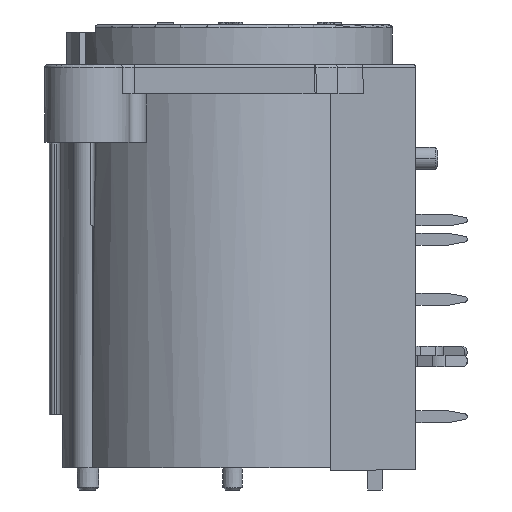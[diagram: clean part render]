
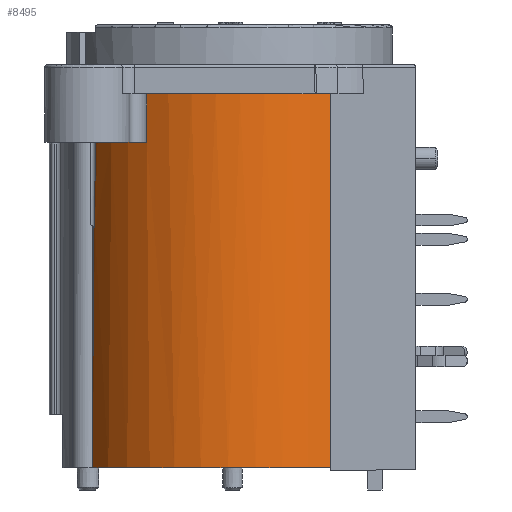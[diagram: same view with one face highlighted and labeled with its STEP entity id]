
A CAD part, left-side view. The second image highlights one B-rep face of the part: STEP entity #8495.
In plain terms, the highlighted cylindrical face has radius 10.9 mm (diameter 21.8 mm), a partial arc.
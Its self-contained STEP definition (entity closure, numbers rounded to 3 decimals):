
#137=CARTESIAN_POINT('',(12.8,14.,-8.2));
#138=DIRECTION('',(0.,0.,-1.));
#139=DIRECTION('',(-0.844,0.537,0.));
#140=AXIS2_PLACEMENT_3D('',#137,#138,#139);
#199=CARTESIAN_POINT('',(7.249,23.381,-14.));
#200=CARTESIAN_POINT('',(7.244,23.378,-12.989));
#201=CARTESIAN_POINT('',(7.235,23.372,-10.967));
#202=CARTESIAN_POINT('',(7.221,23.364,-7.933));
#203=CARTESIAN_POINT('',(7.211,23.358,-5.911));
#204=CARTESIAN_POINT('',(7.206,23.355,-4.9));
#206=DIRECTION('',(0.,0.,-1.));
#207=VECTOR('',#206,3.3);
#208=CARTESIAN_POINT('',(6.952,23.198,-4.9));
#209=LINE('',#208,#207);
#210=CARTESIAN_POINT('',(12.8,14.,-4.9));
#211=DIRECTION('',(0.,0.,1.));
#212=DIRECTION('',(-0.844,0.537,0.));
#213=AXIS2_PLACEMENT_3D('',#210,#211,#212);
#2482=CARTESIAN_POINT('',(12.8,14.,-30.393));
#2483=DIRECTION('',(0.,0.,1.));
#2484=DIRECTION('',(-0.488,0.873,0.));
#2485=AXIS2_PLACEMENT_3D('',#2482,#2483,#2484);
#2543=DIRECTION('',(0.,0.,1.));
#2544=VECTOR('',#2543,25.493);
#2545=CARTESIAN_POINT('',(4.2,7.303,-30.393));
#2546=LINE('',#2545,#2544);
#2626=DIRECTION('',(0.,0.,-1.));
#2627=VECTOR('',#2626,3.3);
#2628=CARTESIAN_POINT('',(3.602,19.848,-4.9));
#2629=LINE('',#2628,#2627);
#4012=CARTESIAN_POINT('',(12.8,14.,-4.9));
#4013=DIRECTION('',(0.,0.,-1.));
#4014=DIRECTION('',(-0.537,0.844,0.));
#4015=AXIS2_PLACEMENT_3D('',#4012,#4013,#4014);
#4072=CARTESIAN_POINT('',(7.257,23.385,-14.));
#4073=CARTESIAN_POINT('',(7.256,23.385,-14.));
#4074=CARTESIAN_POINT('',(7.254,23.383,-14.));
#4075=CARTESIAN_POINT('',(7.251,23.382,-14.));
#4076=CARTESIAN_POINT('',(7.249,23.381,-14.));
#4102=CARTESIAN_POINT('',(12.8,14.,-14.));
#4103=DIRECTION('',(0.,0.,1.));
#4104=DIRECTION('',(-0.493,0.87,0.));
#4105=AXIS2_PLACEMENT_3D('',#4102,#4103,#4104);
#4113=CARTESIAN_POINT('',(7.505,23.527,-30.393));
#4114=CARTESIAN_POINT('',(7.48,23.514,-24.929));
#4115=CARTESIAN_POINT('',(7.455,23.499,-19.464));
#4116=CARTESIAN_POINT('',(7.43,23.485,-14.));
#4122=CARTESIAN_POINT('',(12.8,14.,-30.393));
#4123=DIRECTION('',(0.,0.,1.));
#4124=DIRECTION('',(-0.486,0.874,0.));
#4125=AXIS2_PLACEMENT_3D('',#4122,#4123,#4124);
#7154=CARTESIAN_POINT('',(3.602,19.848,-4.9));
#7156=VERTEX_POINT('',#7154);
#7248=CARTESIAN_POINT('',(6.952,23.198,-4.9));
#7249=CARTESIAN_POINT('',(7.205,23.355,-4.9));
#7250=VERTEX_POINT('',#7248);
#7251=VERTEX_POINT('',#7249);
#7259=CARTESIAN_POINT('',(6.952,23.198,-8.2));
#7260=VERTEX_POINT('',#7259);
#7261=CARTESIAN_POINT('',(3.602,19.848,-8.2));
#7262=VERTEX_POINT('',#7261);
#7980=CARTESIAN_POINT('',(7.43,23.485,-14.));
#7981=CARTESIAN_POINT('',(7.257,23.385,-14.));
#7982=VERTEX_POINT('',#7980);
#7983=VERTEX_POINT('',#7981);
#7984=VERTEX_POINT('',#4076);
#8027=CARTESIAN_POINT('',(7.505,23.527,-30.393));
#8028=CARTESIAN_POINT('',(7.486,23.517,-30.393));
#8029=VERTEX_POINT('',#8027);
#8030=VERTEX_POINT('',#8028);
#8114=CARTESIAN_POINT('',(4.2,7.303,-4.9));
#8115=VERTEX_POINT('',#8114);
#8133=CARTESIAN_POINT('',(4.2,7.303,-30.393));
#8135=VERTEX_POINT('',#8133);
#8466=CARTESIAN_POINT('',(12.8,14.,-8.9));
#8467=DIRECTION('',(0.,0.,-1.));
#8468=DIRECTION('',(-1.,0.,0.));
#8469=AXIS2_PLACEMENT_3D('',#8466,#8467,#8468);
#8470=CYLINDRICAL_SURFACE('',#8469,10.9);
#8472=ORIENTED_EDGE('',*,*,#8471,.F.);
#8474=ORIENTED_EDGE('',*,*,#8473,.F.);
#8476=ORIENTED_EDGE('',*,*,#8475,.F.);
#8478=ORIENTED_EDGE('',*,*,#8477,.T.);
#8480=ORIENTED_EDGE('',*,*,#8479,.T.);
#8482=ORIENTED_EDGE('',*,*,#8481,.T.);
#8484=ORIENTED_EDGE('',*,*,#8483,.T.);
#8486=ORIENTED_EDGE('',*,*,#8485,.F.);
#8487=ORIENTED_EDGE('',*,*,#8400,.T.);
#8488=ORIENTED_EDGE('',*,*,#8382,.F.);
#8490=ORIENTED_EDGE('',*,*,#8489,.F.);
#8492=ORIENTED_EDGE('',*,*,#8491,.T.);
#8493=EDGE_LOOP('',(#8472,#8474,#8476,#8478,#8480,#8482,#8484,#8486,#8487,#8488,
#8490,#8492));
#8494=FACE_OUTER_BOUND('',#8493,.F.);
#8495=ADVANCED_FACE('',(#8494),#8470,.T.);
#141=CIRCLE('',#140,10.9);
#205=B_SPLINE_CURVE_WITH_KNOTS('',3,(#199,#200,#201,#202,#203,#204),
.UNSPECIFIED.,.F.,.F.,(4,1,1,4),(0.,0.333,0.667,1.),
.UNSPECIFIED.);
#214=CIRCLE('',#213,10.9);
#2486=CIRCLE('',#2485,10.9);
#4016=CIRCLE('',#4015,10.9);
#4077=B_SPLINE_CURVE_WITH_KNOTS('',3,(#4072,#4073,#4074,#4075,#4076),
.UNSPECIFIED.,.F.,.F.,(4,1,4),(0.,0.5,1.),.UNSPECIFIED.);
#4106=CIRCLE('',#4105,10.9);
#4117=B_SPLINE_CURVE_WITH_KNOTS('',3,(#4113,#4114,#4115,#4116),.UNSPECIFIED.,
.F.,.F.,(4,4),(0.,1.),.UNSPECIFIED.);
#4126=CIRCLE('',#4125,10.9);
#8382=EDGE_CURVE('',#7262,#7260,#141,.T.);
#8400=EDGE_CURVE('',#7250,#7260,#209,.T.);
#8471=EDGE_CURVE('',#8135,#8115,#2546,.T.);
#8473=EDGE_CURVE('',#8030,#8135,#2486,.T.);
#8475=EDGE_CURVE('',#8029,#8030,#4126,.T.);
#8477=EDGE_CURVE('',#8029,#7982,#4117,.T.);
#8479=EDGE_CURVE('',#7982,#7983,#4106,.T.);
#8481=EDGE_CURVE('',#7983,#7984,#4077,.T.);
#8483=EDGE_CURVE('',#7984,#7251,#205,.T.);
#8485=EDGE_CURVE('',#7250,#7251,#4016,.T.);
#8489=EDGE_CURVE('',#7156,#7262,#2629,.T.);
#8491=EDGE_CURVE('',#7156,#8115,#214,.T.);
